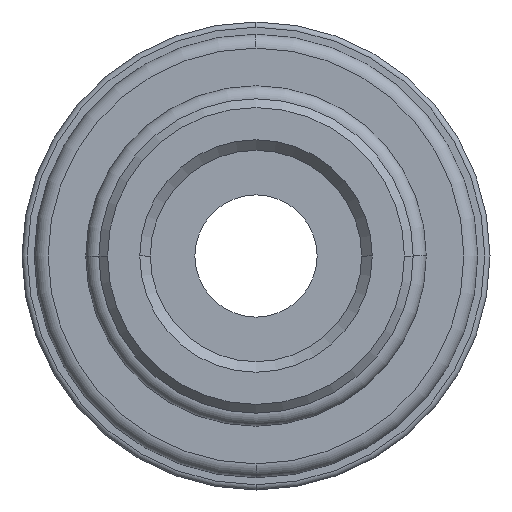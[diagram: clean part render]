
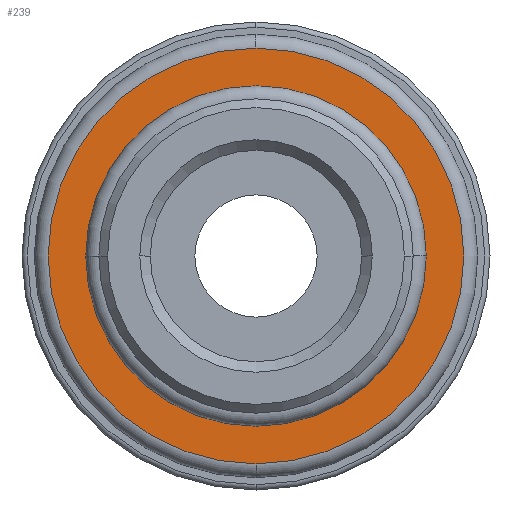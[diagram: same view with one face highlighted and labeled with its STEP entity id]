
A CAD part, front view. The second image highlights one B-rep face of the part: STEP entity #239.
In plain terms, the highlighted planar face has unit normal (0, -1, 0).
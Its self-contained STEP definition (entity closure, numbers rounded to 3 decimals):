
#239=ADVANCED_FACE('',(#508,#509),#510,.T.);
#508=FACE_BOUND('',#801,.T.);
#509=FACE_OUTER_BOUND('',#802,.T.);
#510=PLANE('',#803);
#801=EDGE_LOOP('',(#1416,#1417,#1418));
#802=EDGE_LOOP('',(#1419,#1420,#1421));
#803=AXIS2_PLACEMENT_3D('',#1422,#1423,#1424);
#1416=ORIENTED_EDGE('',*,*,#1687,.T.);
#1417=ORIENTED_EDGE('',*,*,#1901,.T.);
#1418=ORIENTED_EDGE('',*,*,#1688,.T.);
#1419=ORIENTED_EDGE('',*,*,#1906,.F.);
#1420=ORIENTED_EDGE('',*,*,#1907,.F.);
#1421=ORIENTED_EDGE('',*,*,#1846,.F.);
#1422=CARTESIAN_POINT('',(10.45,2.5,0.0));
#1423=DIRECTION('',(-0.0,-1.0,-0.0));
#1424=DIRECTION('',(-1.0,0.0,0.0));
#1687=EDGE_CURVE('',#1998,#1996,#1999,.T.);
#1688=EDGE_CURVE('',#2000,#1998,#2001,.T.);
#1846=EDGE_CURVE('',#2244,#2240,#2246,.T.);
#1901=EDGE_CURVE('',#1996,#2000,#2317,.T.);
#1906=EDGE_CURVE('',#2322,#2244,#2323,.T.);
#1907=EDGE_CURVE('',#2240,#2322,#2324,.T.);
#1996=VERTEX_POINT('',#2512);
#1998=VERTEX_POINT('',#2514);
#1999=CIRCLE('',#2515,9.75);
#2000=VERTEX_POINT('',#2516);
#2001=CIRCLE('',#2517,9.75);
#2240=VERTEX_POINT('',#2869);
#2244=VERTEX_POINT('',#2873);
#2246=CIRCLE('',#2875,11.9);
#2317=CIRCLE('',#2989,9.75);
#2322=VERTEX_POINT('',#2994);
#2323=CIRCLE('',#2995,11.9);
#2324=CIRCLE('',#2996,11.9);
#2512=CARTESIAN_POINT('',(9.75,2.5,0.));
#2514=CARTESIAN_POINT('',(0.,2.5,9.75));
#2515=AXIS2_PLACEMENT_3D('',#3131,#3132,#3133);
#2516=CARTESIAN_POINT('',(-9.75,2.5,0.));
#2517=AXIS2_PLACEMENT_3D('',#3134,#3135,#3136);
#2869=CARTESIAN_POINT('',(0.,2.5,11.9));
#2873=CARTESIAN_POINT('',(0.,2.5,-11.9));
#2875=AXIS2_PLACEMENT_3D('',#3423,#3424,#3425);
#2989=AXIS2_PLACEMENT_3D('',#3502,#3503,#3504);
#2994=CARTESIAN_POINT('',(11.9,2.5,0.0));
#2995=AXIS2_PLACEMENT_3D('',#3508,#3509,#3510);
#2996=AXIS2_PLACEMENT_3D('',#3511,#3512,#3513);
#3131=CARTESIAN_POINT('',(0.0,2.5,0.0));
#3132=DIRECTION('',(0.0,1.0,0.0));
#3133=DIRECTION('',(0.0,0.0,-1.0));
#3134=CARTESIAN_POINT('',(0.0,2.5,0.0));
#3135=DIRECTION('',(0.0,1.0,0.0));
#3136=DIRECTION('',(0.0,0.0,-1.0));
#3423=CARTESIAN_POINT('',(0.0,2.5,0.0));
#3424=DIRECTION('',(-0.0,1.0,0.0));
#3425=DIRECTION('',(1.0,0.0,0.0));
#3502=CARTESIAN_POINT('',(0.0,2.5,0.0));
#3503=DIRECTION('',(0.0,1.0,0.0));
#3504=DIRECTION('',(0.0,0.0,-1.0));
#3508=CARTESIAN_POINT('',(0.0,2.5,0.0));
#3509=DIRECTION('',(-0.0,1.0,0.0));
#3510=DIRECTION('',(1.0,0.0,0.0));
#3511=CARTESIAN_POINT('',(0.0,2.5,0.0));
#3512=DIRECTION('',(-0.0,1.0,0.0));
#3513=DIRECTION('',(1.0,0.0,0.0));
